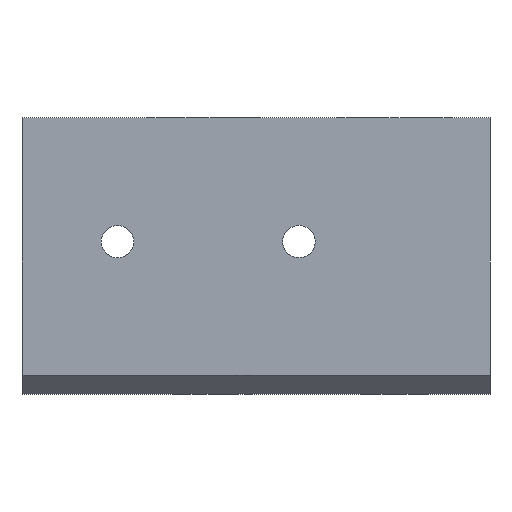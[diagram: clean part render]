
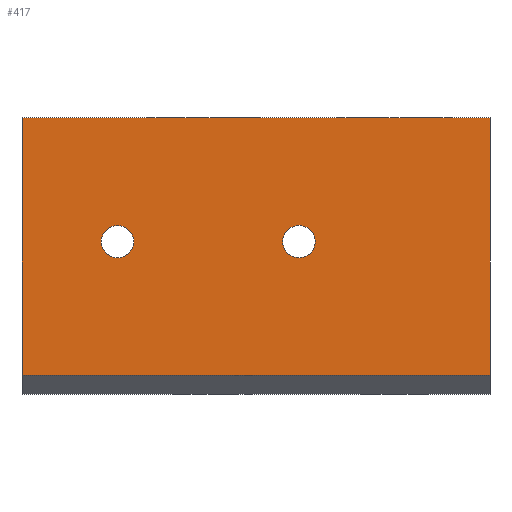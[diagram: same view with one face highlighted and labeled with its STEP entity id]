
A CAD part, left-side view. The second image highlights one B-rep face of the part: STEP entity #417.
In plain terms, the highlighted planar face has unit normal (-1, 0, 0).
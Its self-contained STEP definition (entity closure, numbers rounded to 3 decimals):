
#3 = LINE ( 'NONE', #21, #614 ) ;
#4 = VECTOR ( 'NONE', #549, 1000. ) ;
#21 = CARTESIAN_POINT ( 'NONE',  ( 0., -14.75, 6.5 ) ) ;
#45 = EDGE_CURVE ( 'NONE', #176, #298, #610, .T. ) ;
#60 = ORIENTED_EDGE ( 'NONE', *, *, #365, .T. ) ;
#62 = VERTEX_POINT ( 'NONE', #309 ) ;
#69 = EDGE_LOOP ( 'NONE', ( #695, #60, #411, #620 ) ) ;
#86 = CARTESIAN_POINT ( 'NONE',  ( 0., 4.75, 0. ) ) ;
#89 = VECTOR ( 'NONE', #673, 1000. ) ;
#91 = VERTEX_POINT ( 'NONE', #210 ) ;
#122 = PLANE ( 'NONE',  #279 ) ;
#134 = DIRECTION ( 'NONE',  ( 0., 0., -1. ) ) ;
#137 = FACE_BOUND ( 'NONE', #565, .T. ) ;
#141 = CARTESIAN_POINT ( 'NONE',  ( 0., -4.75, 0. ) ) ;
#142 = DIRECTION ( 'NONE',  ( 1., 0., 0. ) ) ;
#144 = DIRECTION ( 'NONE',  ( 0., -1., 0. ) ) ;
#168 = CARTESIAN_POINT ( 'NONE',  ( 0., 9.75, 6.5 ) ) ;
#171 = CARTESIAN_POINT ( 'NONE',  ( 0., -4.75, 0. ) ) ;
#176 = VERTEX_POINT ( 'NONE', #500 ) ;
#179 = DIRECTION ( 'NONE',  ( 1., 0., 0. ) ) ;
#182 = EDGE_CURVE ( 'NONE', #298, #176, #230, .T. ) ;
#197 = VERTEX_POINT ( 'NONE', #284 ) ;
#208 = LINE ( 'NONE', #168, #4 ) ;
#210 = CARTESIAN_POINT ( 'NONE',  ( 0., -14.75, -7. ) ) ;
#226 = CARTESIAN_POINT ( 'NONE',  ( 0., 0., 0. ) ) ;
#230 = CIRCLE ( 'NONE', #323, 0.85 ) ;
#240 = DIRECTION ( 'NONE',  ( 0., 0., -1. ) ) ;
#248 = LINE ( 'NONE', #252, #368 ) ;
#252 = CARTESIAN_POINT ( 'NONE',  ( 0., 9.75, 6.5 ) ) ;
#279 = AXIS2_PLACEMENT_3D ( 'NONE', #226, #558, #446 ) ;
#284 = CARTESIAN_POINT ( 'NONE',  ( 0., 9.75, 6.5 ) ) ;
#298 = VERTEX_POINT ( 'NONE', #391 ) ;
#309 = CARTESIAN_POINT ( 'NONE',  ( 0., 4.75, 0.85 ) ) ;
#311 = DIRECTION ( 'NONE',  ( 0., 0., -1. ) ) ;
#322 = ORIENTED_EDGE ( 'NONE', *, *, #182, .T. ) ;
#323 = AXIS2_PLACEMENT_3D ( 'NONE', #171, #553, #240 ) ;
#341 = VERTEX_POINT ( 'NONE', #601 ) ;
#365 = EDGE_CURVE ( 'NONE', #486, #91, #381, .T. ) ;
#368 = VECTOR ( 'NONE', #144, 1000. ) ;
#371 = EDGE_LOOP ( 'NONE', ( #671, #690 ) ) ;
#378 = AXIS2_PLACEMENT_3D ( 'NONE', #141, #472, #134 ) ;
#381 = LINE ( 'NONE', #445, #89 ) ;
#391 = CARTESIAN_POINT ( 'NONE',  ( 0., -4.75, 0.85 ) ) ;
#393 = VERTEX_POINT ( 'NONE', #454 ) ;
#411 = ORIENTED_EDGE ( 'NONE', *, *, #557, .F. ) ;
#412 = EDGE_CURVE ( 'NONE', #486, #197, #208, .T. ) ;
#417 = ADVANCED_FACE ( 'NONE', ( #534, #426, #137 ), #122, .F. ) ;
#426 = FACE_OUTER_BOUND ( 'NONE', #69, .T. ) ;
#445 = CARTESIAN_POINT ( 'NONE',  ( 0., 0., -7. ) ) ;
#446 = DIRECTION ( 'NONE',  ( 0., 0., -1. ) ) ;
#454 = CARTESIAN_POINT ( 'NONE',  ( 0., -14.75, 6.5 ) ) ;
#465 = CARTESIAN_POINT ( 'NONE',  ( 0., 4.75, 0. ) ) ;
#468 = DIRECTION ( 'NONE',  ( 0., 0., -1. ) ) ;
#472 = DIRECTION ( 'NONE',  ( 1., 0., 0. ) ) ;
#473 = CIRCLE ( 'NONE', #566, 0.85 ) ;
#486 = VERTEX_POINT ( 'NONE', #516 ) ;
#495 = AXIS2_PLACEMENT_3D ( 'NONE', #465, #179, #468 ) ;
#500 = CARTESIAN_POINT ( 'NONE',  ( 0., -4.75, -0.85 ) ) ;
#506 = CIRCLE ( 'NONE', #495, 0.85 ) ;
#516 = CARTESIAN_POINT ( 'NONE',  ( 0., 9.75, -7. ) ) ;
#534 = FACE_BOUND ( 'NONE', #371, .T. ) ;
#547 = EDGE_CURVE ( 'NONE', #341, #62, #506, .T. ) ;
#549 = DIRECTION ( 'NONE',  ( 0., 0., 1. ) ) ;
#553 = DIRECTION ( 'NONE',  ( 1., 0., 0. ) ) ;
#557 = EDGE_CURVE ( 'NONE', #393, #91, #3, .T. ) ;
#558 = DIRECTION ( 'NONE',  ( 1., 0., 0. ) ) ;
#565 = EDGE_LOOP ( 'NONE', ( #322, #584 ) ) ;
#566 = AXIS2_PLACEMENT_3D ( 'NONE', #86, #142, #311 ) ;
#584 = ORIENTED_EDGE ( 'NONE', *, *, #45, .T. ) ;
#601 = CARTESIAN_POINT ( 'NONE',  ( 0., 4.75, -0.85 ) ) ;
#610 = CIRCLE ( 'NONE', #378, 0.85 ) ;
#614 = VECTOR ( 'NONE', #692, 1000. ) ;
#620 = ORIENTED_EDGE ( 'NONE', *, *, #646, .F. ) ;
#646 = EDGE_CURVE ( 'NONE', #197, #393, #248, .T. ) ;
#671 = ORIENTED_EDGE ( 'NONE', *, *, #684, .T. ) ;
#673 = DIRECTION ( 'NONE',  ( 0., -1., 0. ) ) ;
#684 = EDGE_CURVE ( 'NONE', #62, #341, #473, .T. ) ;
#690 = ORIENTED_EDGE ( 'NONE', *, *, #547, .T. ) ;
#692 = DIRECTION ( 'NONE',  ( 0., 0., -1. ) ) ;
#695 = ORIENTED_EDGE ( 'NONE', *, *, #412, .F. ) ;
